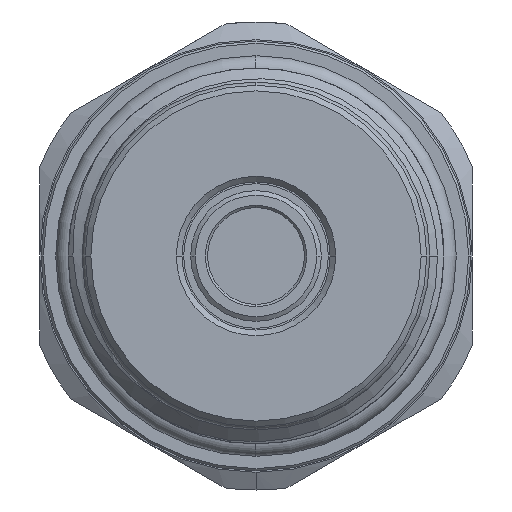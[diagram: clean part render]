
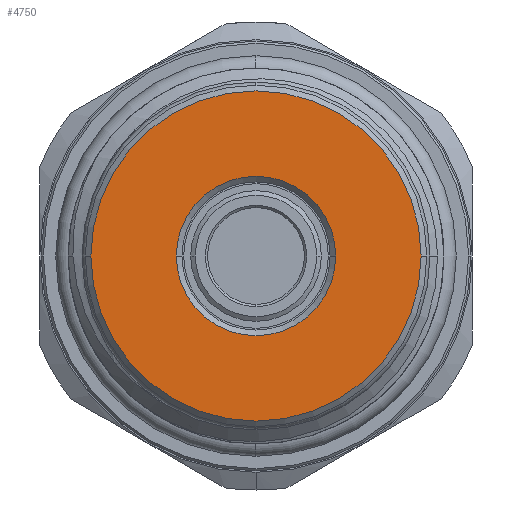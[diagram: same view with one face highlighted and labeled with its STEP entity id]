
A CAD part, left-side view. The second image highlights one B-rep face of the part: STEP entity #4750.
In plain terms, the highlighted planar face has unit normal (-1, 0, 0).
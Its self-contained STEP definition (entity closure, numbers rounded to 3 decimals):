
#52 = AXIS2_PLACEMENT_3D ( 'NONE', #11364, #13600, #1740 ) ;
#103 = CARTESIAN_POINT ( 'NONE',  ( 0., 0., 0. ) ) ;
#195 = AXIS2_PLACEMENT_3D ( 'NONE', #8777, #12487, #5033 ) ;
#499 = CIRCLE ( 'NONE', #12465, 7. ) ;
#709 = DIRECTION ( 'NONE',  ( 1., 0., 0. ) ) ;
#715 = VERTEX_POINT ( 'NONE', #7249 ) ;
#833 = CARTESIAN_POINT ( 'NONE',  ( 0., 0., 0. ) ) ;
#1059 = CARTESIAN_POINT ( 'NONE',  ( 0., 7., 0. ) ) ;
#1740 = DIRECTION ( 'NONE',  ( 0., 1., 0. ) ) ;
#2179 = FACE_OUTER_BOUND ( 'NONE', #3379, .T. ) ;
#2455 = CARTESIAN_POINT ( 'NONE',  ( 0., 0., 0. ) ) ;
#2476 = EDGE_LOOP ( 'NONE', ( #14225, #5169 ) ) ;
#3379 = EDGE_LOOP ( 'NONE', ( #12811, #6751 ) ) ;
#3532 = CIRCLE ( 'NONE', #52, 14.5 ) ;
#4436 = DIRECTION ( 'NONE',  ( 0., 1., 0. ) ) ;
#4750 = ADVANCED_FACE ( 'NONE', ( #5520, #2179 ), #8250, .F. ) ;
#5031 = DIRECTION ( 'NONE',  ( 1., 0., 0. ) ) ;
#5033 = DIRECTION ( 'NONE',  ( 0., 1., 0. ) ) ;
#5048 = DIRECTION ( 'NONE',  ( 0., 1., 0. ) ) ;
#5169 = ORIENTED_EDGE ( 'NONE', *, *, #15262, .T. ) ;
#5520 = FACE_BOUND ( 'NONE', #2476, .T. ) ;
#6751 = ORIENTED_EDGE ( 'NONE', *, *, #8636, .T. ) ;
#7249 = CARTESIAN_POINT ( 'NONE',  ( 0., -14.5, 0. ) ) ;
#8250 = PLANE ( 'NONE',  #15083 ) ;
#8636 = EDGE_CURVE ( 'NONE', #715, #11595, #3532, .T. ) ;
#8777 = CARTESIAN_POINT ( 'NONE',  ( 0., 0., 0. ) ) ;
#8953 = AXIS2_PLACEMENT_3D ( 'NONE', #2455, #13833, #5048 ) ;
#9358 = VERTEX_POINT ( 'NONE', #1059 ) ;
#9545 = CIRCLE ( 'NONE', #8953, 7. ) ;
#11364 = CARTESIAN_POINT ( 'NONE',  ( 0., 0., 0. ) ) ;
#11595 = VERTEX_POINT ( 'NONE', #12337 ) ;
#12337 = CARTESIAN_POINT ( 'NONE',  ( 0., 14.5, 0. ) ) ;
#12465 = AXIS2_PLACEMENT_3D ( 'NONE', #103, #5031, #13760 ) ;
#12487 = DIRECTION ( 'NONE',  ( -1., 0., 0. ) ) ;
#12726 = EDGE_CURVE ( 'NONE', #15429, #9358, #9545, .T. ) ;
#12811 = ORIENTED_EDGE ( 'NONE', *, *, #13240, .T. ) ;
#13240 = EDGE_CURVE ( 'NONE', #11595, #715, #15024, .T. ) ;
#13600 = DIRECTION ( 'NONE',  ( -1., 0., 0. ) ) ;
#13760 = DIRECTION ( 'NONE',  ( 0., 1., 0. ) ) ;
#13833 = DIRECTION ( 'NONE',  ( 1., 0., 0. ) ) ;
#14153 = CARTESIAN_POINT ( 'NONE',  ( 0., -7., 0. ) ) ;
#14225 = ORIENTED_EDGE ( 'NONE', *, *, #12726, .T. ) ;
#15024 = CIRCLE ( 'NONE', #195, 14.5 ) ;
#15083 = AXIS2_PLACEMENT_3D ( 'NONE', #833, #709, #4436 ) ;
#15262 = EDGE_CURVE ( 'NONE', #9358, #15429, #499, .T. ) ;
#15429 = VERTEX_POINT ( 'NONE', #14153 ) ;
